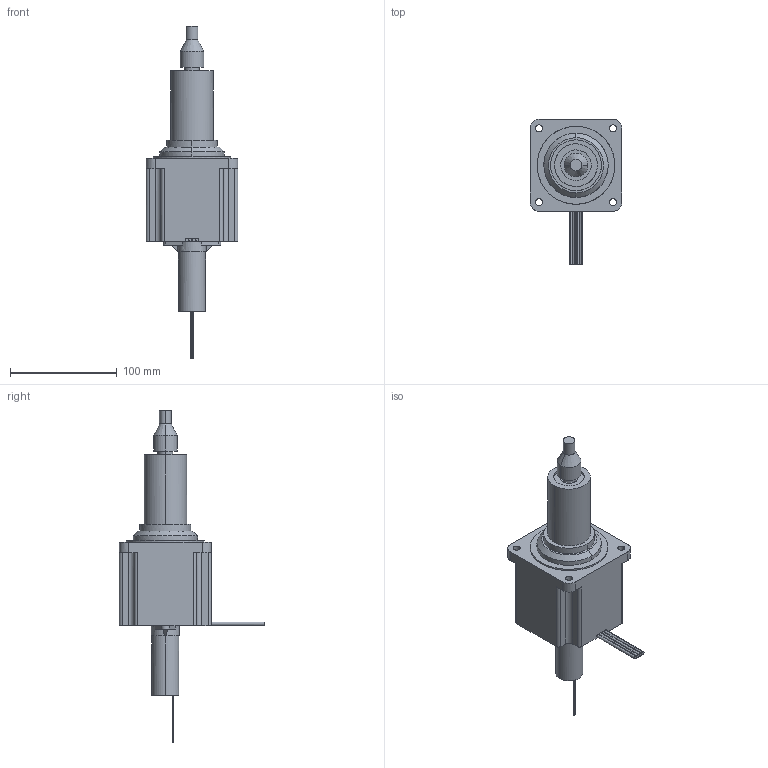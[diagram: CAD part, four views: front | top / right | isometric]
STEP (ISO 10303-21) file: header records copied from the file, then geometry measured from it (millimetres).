
FILE_DESCRIPTION (( 'STEP AP203' ), '1' );
FILE_NAME ('NA34C60-T4 Retracted.STEP', '2019-08-14T19:57:53', ( '' ), ( '' ), 'SwSTEP 2.0', 'SolidWorks 2019', '' );
FILE_SCHEMA (( 'CONFIG_CONTROL_DESIGN' ));
Length unit declared in the file: millimetre
Products named in the file (1): NA34C60-T4 Retracted
Bounding box: 86.31 x 136.31 x 311.59 mm (x, y, z)
Surface area: 75224.2 mm2 (no closed solid volume)
Topology: 0 solids, 4 shells, 144 faces, 339 edges, 223 vertices
Faces by surface type: bspline 133, cylinder 6, plane 3, cone 2
Entity records: 6272 total; most frequent: CARTESIAN_POINT 4035, ORIENTED_EDGE 672, EDGE_CURVE 339, B_SPLINE_CURVE_WITH_KNOTS 255, VERTEX_POINT 223, EDGE_LOOP 175, ADVANCED_FACE 144, FACE_OUTER_BOUND 144
